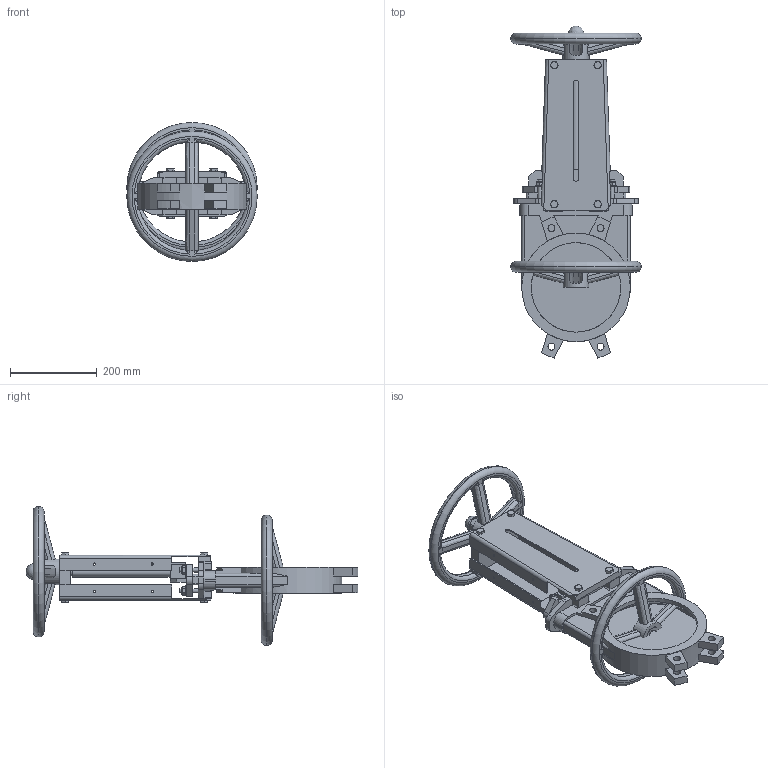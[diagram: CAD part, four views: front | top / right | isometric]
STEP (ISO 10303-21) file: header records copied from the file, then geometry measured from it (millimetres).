
FILE_DESCRIPTION( ( 'Unknown' ), '1' );
FILE_NAME( 'Stoffschieber_DN200.stp', 'Unknown', ( 'Unknown' ), ( 'Unknown' ), 'PSStep 13.0', 'Unknown', ' ' );
FILE_SCHEMA( ( 'AUTOMOTIVE_DESIGN { 1 0 10303 214 1 1 1 1 }' ) );
Length unit declared in the file: millimetre
Products named in the file (4): Assem1; DN200; Sechskant Hutmutter M24; Handrad DN200
Bounding box: 300 x 763.82 x 320 mm (x, y, z)
Volume: 9230116.4 mm3; surface area: 1644872.4 mm2
Topology: 6 solids, 16 shells, 1370 faces, 3666 edges, 2402 vertices
Faces by surface type: plane 782, cylinder 274, cone 162, extrusion 82, bspline 36, torus 32, sphere 2
Full cylindrical faces by diameter (mm): 5 x16, 10 x16, 16 x16, 17 x8, 19.5 x2, 20 x2, 20.752 x4, 22 x10, 24 x4, 25 x2, 36 x2, 60 x2, 200 x4, 200.2 x2, 206 x2, 213.899 x2, 233 x2, 250 x2, 300 x2
Entity records: 32618 total; most frequent: CARTESIAN_POINT 10791, ORIENTED_EDGE 3480, DIRECTION 3073, EDGE_CURVE 1740, VERTEX_POINT 1176, AXIS2_PLACEMENT_3D 1030, VECTOR 1013, LINE 972
